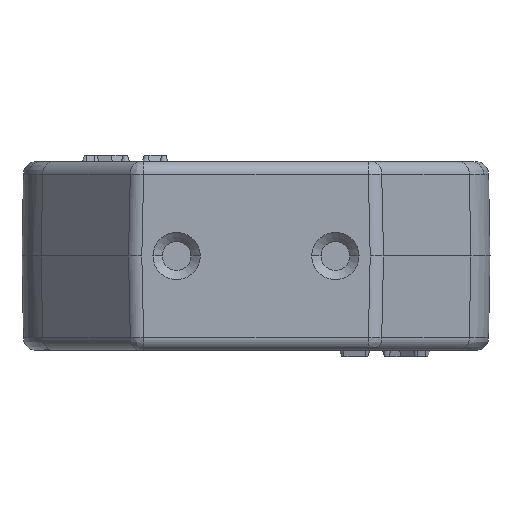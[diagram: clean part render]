
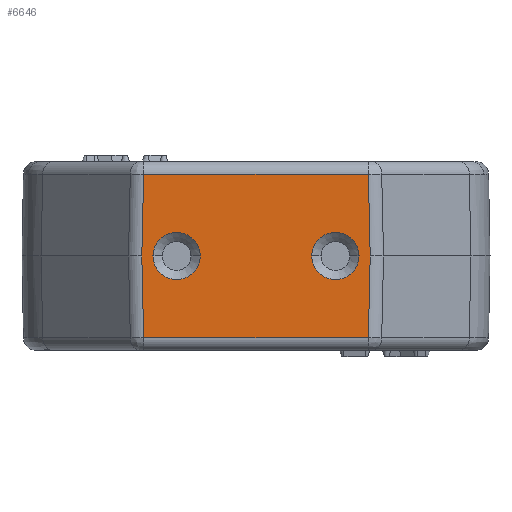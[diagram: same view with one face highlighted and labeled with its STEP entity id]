
A CAD part, front view. The second image highlights one B-rep face of the part: STEP entity #6646.
In plain terms, the highlighted planar face has unit normal (0, -1, 0).
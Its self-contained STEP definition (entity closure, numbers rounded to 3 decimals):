
#356 = CARTESIAN_POINT ( 'NONE',  ( -26.102, -87.5, 21.946 ) ) ;
#357 = DIRECTION ( 'NONE',  ( -0.022, 0., -1. ) ) ;
#916 = CARTESIAN_POINT ( 'NONE',  ( 26.101, -87.5, -19. ) ) ;
#924 = DIRECTION ( 'NONE',  ( 1., 0., 0. ) ) ;
#961 = CARTESIAN_POINT ( 'NONE',  ( 18.5, -87.5, 0. ) ) ;
#963 = DIRECTION ( 'NONE',  ( 0., -1., 0. ) ) ;
#964 = DIRECTION ( 'NONE',  ( 1., 0., 0. ) ) ;
#973 = CARTESIAN_POINT ( 'NONE',  ( -18.5, -87.5, 0. ) ) ;
#988 = CARTESIAN_POINT ( 'NONE',  ( -27.091, -87.5, 22.032 ) ) ;
#989 = DIRECTION ( 'NONE',  ( 0.022, 0., -1. ) ) ;
#990 = CARTESIAN_POINT ( 'NONE',  ( 27.062, -87.5, 20.75 ) ) ;
#991 = DIRECTION ( 'NONE',  ( 0.022, 0., 1. ) ) ;
#995 = DIRECTION ( 'NONE',  ( 0., -1., 0. ) ) ;
#996 = DIRECTION ( 'NONE',  ( -1., 0., 0. ) ) ;
#1357 = EDGE_CURVE ( 'NONE', #3174, #3175, #2680, .T. ) ;
#1572 = EDGE_CURVE ( 'NONE', #3310, #3201, #4602, .T. ) ;
#1585 = EDGE_CURVE ( 'NONE', #3131, #3134, #4620, .T. ) ;
#1596 = EDGE_CURVE ( 'NONE', #3175, #3310, #4635, .T. ) ;
#1597 = EDGE_CURVE ( 'NONE', #3201, #3166, #4637, .T. ) ;
#1599 = EDGE_CURVE ( 'NONE', #3133, #3136, #4642, .T. ) ;
#1893 = AXIS2_PLACEMENT_3D ( 'NONE', #961, #963, #964 ) ;
#1894 = AXIS2_PLACEMENT_3D ( 'NONE', #973, #995, #996 ) ;
#2015 = AXIS2_PLACEMENT_3D ( 'NONE', #12846, #12852, #12853 ) ;
#2019 = AXIS2_PLACEMENT_3D ( 'NONE', #12856, #12859, #12860 ) ;
#2680 = LINE ( 'NONE', #356, #2681 ) ;
#2681 = VECTOR ( 'NONE', #357, 1000. ) ;
#3131 = VERTEX_POINT ( 'NONE', #12225 ) ;
#3133 = VERTEX_POINT ( 'NONE', #12227 ) ;
#3134 = VERTEX_POINT ( 'NONE', #12228 ) ;
#3136 = VERTEX_POINT ( 'NONE', #12230 ) ;
#3166 = VERTEX_POINT ( 'NONE', #12260 ) ;
#3167 = VERTEX_POINT ( 'NONE', #12261 ) ;
#3174 = VERTEX_POINT ( 'NONE', #12268 ) ;
#3175 = VERTEX_POINT ( 'NONE', #12269 ) ;
#3201 = VERTEX_POINT ( 'NONE', #12295 ) ;
#3310 = VERTEX_POINT ( 'NONE', #12402 ) ;
#4083 = ORIENTED_EDGE ( 'NONE', *, *, #1599, .F. ) ;
#4084 = ORIENTED_EDGE ( 'NONE', *, *, #6330, .F. ) ;
#4085 = ORIENTED_EDGE ( 'NONE', *, *, #1585, .F. ) ;
#4086 = ORIENTED_EDGE ( 'NONE', *, *, #6333, .F. ) ;
#4087 = ORIENTED_EDGE ( 'NONE', *, *, #1596, .T. ) ;
#4088 = ORIENTED_EDGE ( 'NONE', *, *, #1572, .T. ) ;
#4089 = ORIENTED_EDGE ( 'NONE', *, *, #1597, .T. ) ;
#4090 = ORIENTED_EDGE ( 'NONE', *, *, #6323, .T. ) ;
#4091 = ORIENTED_EDGE ( 'NONE', *, *, #6332, .T. ) ;
#4092 = ORIENTED_EDGE ( 'NONE', *, *, #1357, .T. ) ;
#4238 = AXIS2_PLACEMENT_3D ( 'NONE', #5657, #5659, #5660 ) ;
#4602 = LINE ( 'NONE', #916, #4604 ) ;
#4604 = VECTOR ( 'NONE', #924, 1000. ) ;
#4620 = CIRCLE ( 'NONE', #1893, 5.5 ) ;
#4635 = LINE ( 'NONE', #988, #4636 ) ;
#4636 = VECTOR ( 'NONE', #989, 1000. ) ;
#4637 = LINE ( 'NONE', #990, #4638 ) ;
#4638 = VECTOR ( 'NONE', #991, 1000. ) ;
#4642 = CIRCLE ( 'NONE', #1894, 5.5 ) ;
#5657 = CARTESIAN_POINT ( 'NONE',  ( -28.5, -87.5, 22. ) ) ;
#5658 = PLANE ( 'NONE',  #4238 ) ;
#5659 = DIRECTION ( 'NONE',  ( 0., 1., 0. ) ) ;
#5660 = DIRECTION ( 'NONE',  ( -1., 0., 0. ) ) ;
#6323 = EDGE_CURVE ( 'NONE', #3166, #3167, #7399, .T. ) ;
#6330 = EDGE_CURVE ( 'NONE', #3136, #3133, #7412, .T. ) ;
#6332 = EDGE_CURVE ( 'NONE', #3167, #3174, #7413, .T. ) ;
#6333 = EDGE_CURVE ( 'NONE', #3134, #3131, #7417, .T. ) ;
#6646 = ADVANCED_FACE ( 'NONE', ( #13297, #13303, #13305 ), #5658, .F. ) ;
#7399 = LINE ( 'NONE', #12834, #7400 ) ;
#7400 = VECTOR ( 'NONE', #12835, 1000. ) ;
#7407 = VECTOR ( 'NONE', #12857, 1000. ) ;
#7412 = CIRCLE ( 'NONE', #2015, 5.5 ) ;
#7413 = LINE ( 'NONE', #12851, #7407 ) ;
#7417 = CIRCLE ( 'NONE', #2019, 5.5 ) ;
#11271 = EDGE_LOOP ( 'NONE', ( #4087, #4088, #4089, #4090, #4091, #4092 ) ) ;
#11272 = EDGE_LOOP ( 'NONE', ( #4083, #4084 ) ) ;
#11301 = EDGE_LOOP ( 'NONE', ( #4085, #4086 ) ) ;
#12225 = CARTESIAN_POINT ( 'NONE',  ( 24., -87.5, 0. ) ) ;
#12227 = CARTESIAN_POINT ( 'NONE',  ( -24., -87.5, 0. ) ) ;
#12228 = CARTESIAN_POINT ( 'NONE',  ( 13., -87.5, 0. ) ) ;
#12230 = CARTESIAN_POINT ( 'NONE',  ( -13., -87.5, 0. ) ) ;
#12260 = CARTESIAN_POINT ( 'NONE',  ( 26.595, -87.5, 0. ) ) ;
#12261 = CARTESIAN_POINT ( 'NONE',  ( 26.168, -87.5, 19. ) ) ;
#12268 = CARTESIAN_POINT ( 'NONE',  ( -26.168, -87.5, 19. ) ) ;
#12269 = CARTESIAN_POINT ( 'NONE',  ( -26.595, -87.5, 0. ) ) ;
#12295 = CARTESIAN_POINT ( 'NONE',  ( 26.168, -87.5, -19. ) ) ;
#12402 = CARTESIAN_POINT ( 'NONE',  ( -26.168, -87.5, -19. ) ) ;
#12834 = CARTESIAN_POINT ( 'NONE',  ( 26.073, -87.5, 23.227 ) ) ;
#12835 = DIRECTION ( 'NONE',  ( -0.022, 0., 1. ) ) ;
#12846 = CARTESIAN_POINT ( 'NONE',  ( -18.5, -87.5, 0. ) ) ;
#12851 = CARTESIAN_POINT ( 'NONE',  ( -28.5, -87.5, 19. ) ) ;
#12852 = DIRECTION ( 'NONE',  ( 0., -1., 0. ) ) ;
#12853 = DIRECTION ( 'NONE',  ( -1., 0., 0. ) ) ;
#12856 = CARTESIAN_POINT ( 'NONE',  ( 18.5, -87.5, 0. ) ) ;
#12857 = DIRECTION ( 'NONE',  ( -1., 0., 0. ) ) ;
#12859 = DIRECTION ( 'NONE',  ( 0., -1., 0. ) ) ;
#12860 = DIRECTION ( 'NONE',  ( 1., 0., 0. ) ) ;
#13297 = FACE_BOUND ( 'NONE', #11272, .T. ) ;
#13303 = FACE_BOUND ( 'NONE', #11301, .T. ) ;
#13305 = FACE_OUTER_BOUND ( 'NONE', #11271, .T. ) ;
